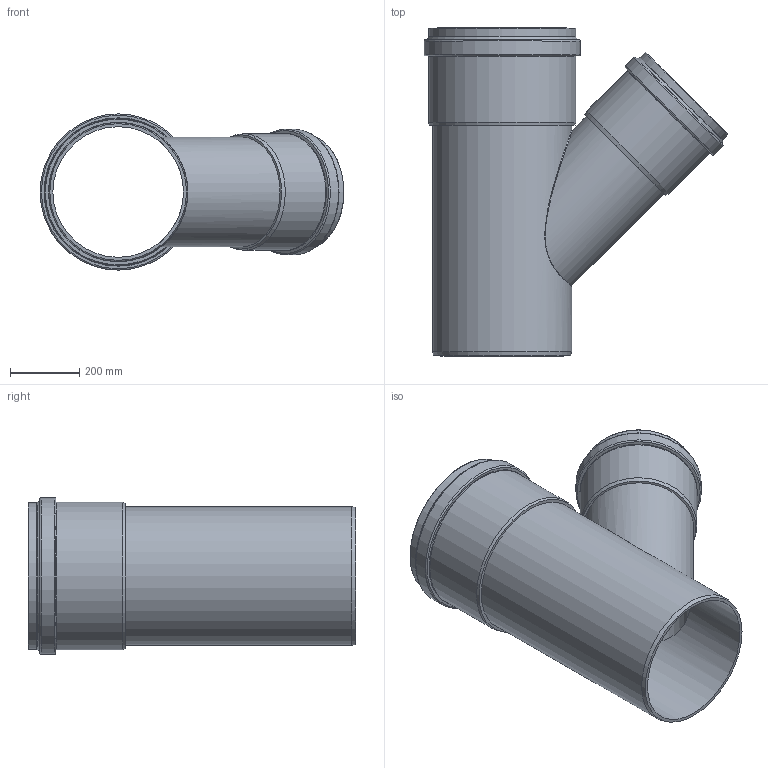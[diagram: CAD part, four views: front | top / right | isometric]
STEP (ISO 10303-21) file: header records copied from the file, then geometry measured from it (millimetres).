
FILE_DESCRIPTION(/* description */ (''),/* implementation_level */ '2;1');
FILE_NAME(/* name */ '772970 KG2000EA Abzweig DN_OD 400_315_45°.stp',/* time_stamp */ '2018-07-16T10:06:31+02:00',/* author */ ('user1'),/* organization */ (''),/* preprocessor_version */ 'ST-DEVELOPER v16.1',/* originating_system */ 'Autodesk Inventor 2016',/* authorisation */ '');
FILE_SCHEMA (('AUTOMOTIVE_DESIGN { 1 0 10303 214 3 1 1 }'));
Length unit declared in the file: millimetre
Products named in the file (4): 772970 KG2000EA Abzweig DN_OD 400_315_45° Teil 1; 772970 KG2000EA Abzweig DN_OD 400_315_45° Teil 2; 772970 KG2000EA Abzweig DN_OD 400_315_45° Teil 3; 772970 KG2000EA Abzweig DN_OD 400_315_45°
Assembly tree (3 placements, depth 2):
  772970 KG2000EA Abzweig DN_OD 400_315_45°
    772970 KG2000EA Abzweig DN_OD 400_315_45° Teil 1
    772970 KG2000EA Abzweig DN_OD 400_315_45° Teil 2
    772970 KG2000EA Abzweig DN_OD 400_315_45° Teil 3
Bounding box: 875 x 944 x 449.9 mm (x, y, z)
Volume: 20534091.3 mm3; surface area: 3788452 mm2
Topology: 3 solids, 3 shells, 80 faces, 154 edges, 86 vertices
Faces by surface type: torus 28, cylinder 20, cone 17, plane 14, bspline 1
Full cylindrical faces by diameter (mm): 295.6 x1, 298 x1, 315 x1, 317.3 x1, 317.7 x1, 335.5 x1, 335.9 x1, 343.3 x1, 361.5 x1, 376 x2, 400 x1, 401.7 x2, 402.1 x2, 423.061 x1, 423.9 x1, 427.7 x1, 449.9 x1
Entity records: 2303 total; most frequent: CARTESIAN_POINT 843, DIRECTION 330, AXIS2_PLACEMENT_3D 165, ORIENTED_EDGE 164, EDGE_LOOP 161, EDGE_CURVE 82, FACE_BOUND 81, VERTEX_POINT 81
